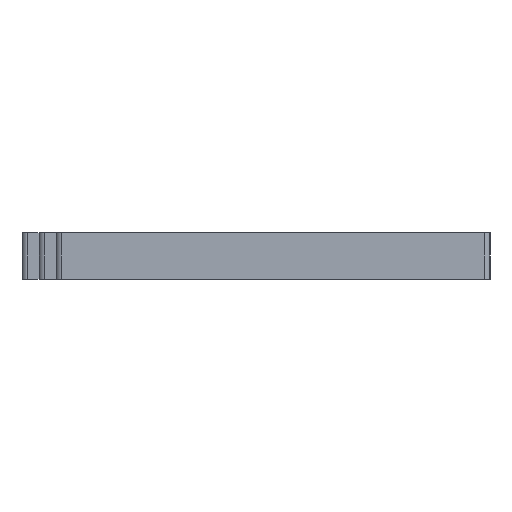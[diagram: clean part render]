
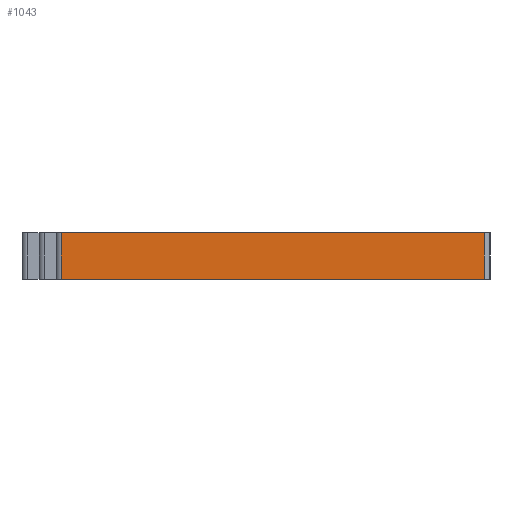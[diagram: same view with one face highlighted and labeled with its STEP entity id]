
A CAD part, left-side view. The second image highlights one B-rep face of the part: STEP entity #1043.
In plain terms, the highlighted planar face has unit normal (-1, 0, 0).
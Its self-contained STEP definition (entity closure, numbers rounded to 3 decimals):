
#142 = VERTEX_POINT('',#143);
#143 = CARTESIAN_POINT('',(-35.927,58.656,13.));
#150 = EDGE_CURVE('',#142,#151,#153,.T.);
#151 = VERTEX_POINT('',#152);
#152 = CARTESIAN_POINT('',(-35.927,-59.593,13.));
#153 = LINE('',#154,#155);
#154 = CARTESIAN_POINT('',(-35.927,60.158,13.));
#155 = VECTOR('',#156,1.);
#156 = DIRECTION('',(0.,-1.,0.));
#999 = VERTEX_POINT('',#1000);
#1000 = CARTESIAN_POINT('',(-35.927,58.656,0.));
#1007 = EDGE_CURVE('',#999,#142,#1008,.T.);
#1008 = LINE('',#1009,#1010);
#1009 = CARTESIAN_POINT('',(-35.927,58.656,0.));
#1010 = VECTOR('',#1011,1.);
#1011 = DIRECTION('',(0.,0.,1.));
#1043 = ADVANCED_FACE('',(#1044),#1062,.T.);
#1044 = FACE_BOUND('',#1045,.T.);
#1045 = EDGE_LOOP('',(#1046,#1054,#1060,#1061));
#1046 = ORIENTED_EDGE('',*,*,#1047,.T.);
#1047 = EDGE_CURVE('',#999,#1048,#1050,.T.);
#1048 = VERTEX_POINT('',#1049);
#1049 = CARTESIAN_POINT('',(-35.927,-59.593,0.));
#1050 = LINE('',#1051,#1052);
#1051 = CARTESIAN_POINT('',(-35.927,60.158,0.));
#1052 = VECTOR('',#1053,1.);
#1053 = DIRECTION('',(0.,-1.,0.));
#1054 = ORIENTED_EDGE('',*,*,#1055,.T.);
#1055 = EDGE_CURVE('',#1048,#151,#1056,.T.);
#1056 = LINE('',#1057,#1058);
#1057 = CARTESIAN_POINT('',(-35.927,-59.593,0.));
#1058 = VECTOR('',#1059,1.);
#1059 = DIRECTION('',(0.,0.,1.));
#1060 = ORIENTED_EDGE('',*,*,#150,.F.);
#1061 = ORIENTED_EDGE('',*,*,#1007,.F.);
#1062 = PLANE('',#1063);
#1063 = AXIS2_PLACEMENT_3D('',#1064,#1065,#1066);
#1064 = CARTESIAN_POINT('',(-35.927,-0.467,6.5));
#1065 = DIRECTION('',(-1.,-0.,-0.));
#1066 = DIRECTION('',(0.,0.,-1.));
